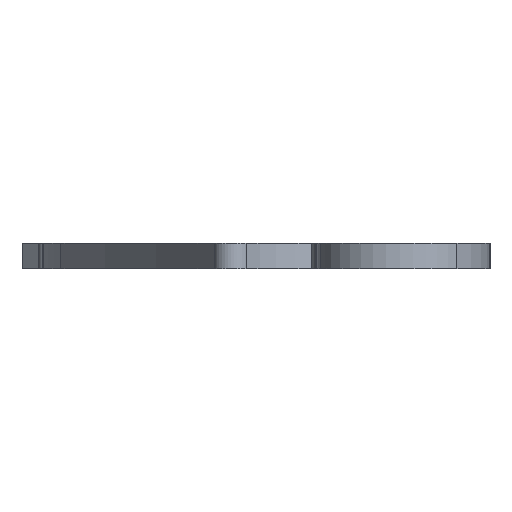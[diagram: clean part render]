
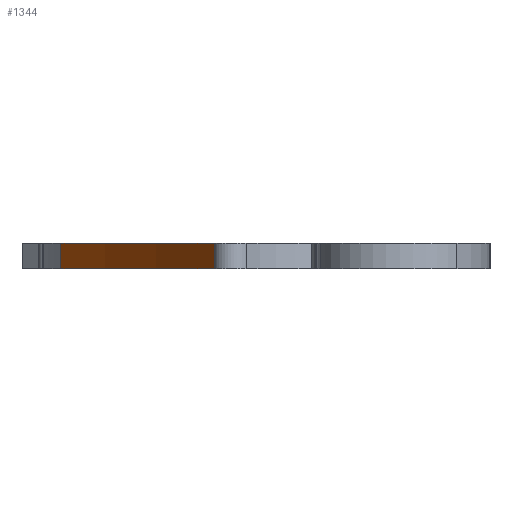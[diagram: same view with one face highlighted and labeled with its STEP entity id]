
A CAD part, left-side view. The second image highlights one B-rep face of the part: STEP entity #1344.
In plain terms, the highlighted cylindrical face has radius 191 mm (diameter 382 mm), a partial arc.
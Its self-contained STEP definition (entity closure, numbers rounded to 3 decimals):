
#226=CARTESIAN_POINT('',(1.24,5.013,-0.5));
#227=VERTEX_POINT('',#226);
#235=CARTESIAN_POINT('',(21.882,10.934,-0.5));
#236=VERTEX_POINT('',#235);
#237=CARTESIAN_POINT('',(64.14,-175.333,-0.5));
#238=DIRECTION('',(0.0,0.0,1.));
#239=DIRECTION('',(0.221,-0.975,0.0));
#240=AXIS2_PLACEMENT_3D('',#237,#238,#239);
#241=CIRCLE('',#240,191.);
#242=EDGE_CURVE('',#236,#227,#241,.T.);
#790=CARTESIAN_POINT('',(21.882,10.934,0.5));
#791=VERTEX_POINT('',#790);
#799=CARTESIAN_POINT('',(1.24,5.013,0.5));
#800=VERTEX_POINT('',#799);
#801=CARTESIAN_POINT('',(64.14,-175.333,0.5));
#802=DIRECTION('',(0.0,0.0,-1.));
#803=DIRECTION('',(0.221,-0.975,0.0));
#804=AXIS2_PLACEMENT_3D('',#801,#802,#803);
#805=CIRCLE('',#804,191.);
#806=EDGE_CURVE('',#800,#791,#805,.T.);
#1317=CARTESIAN_POINT('',(1.24,5.013,0.5));
#1318=DIRECTION('',(0.0,0.0,-1.0));
#1319=VECTOR('',#1318,1.0);
#1320=LINE('',#1317,#1319);
#1321=EDGE_CURVE('',#800,#227,#1320,.T.);
#1328=CARTESIAN_POINT('',(64.14,-175.333,0.0));
#1329=DIRECTION('',(0.0,0.0,1.0));
#1330=DIRECTION('',(0.221,-0.975,0.0));
#1331=AXIS2_PLACEMENT_3D('',#1328,#1329,#1330);
#1332=CYLINDRICAL_SURFACE('',#1331,191.);
#1333=ORIENTED_EDGE('',*,*,#806,.T.);
#1334=CARTESIAN_POINT('',(21.882,10.934,0.5));
#1335=DIRECTION('',(0.0,0.0,-1.0));
#1336=VECTOR('',#1335,1.0);
#1337=LINE('',#1334,#1336);
#1338=EDGE_CURVE('',#791,#236,#1337,.T.);
#1339=ORIENTED_EDGE('',*,*,#1338,.T.);
#1340=ORIENTED_EDGE('',*,*,#242,.T.);
#1341=ORIENTED_EDGE('',*,*,#1321,.F.);
#1342=EDGE_LOOP('',(#1333,#1339,#1340,#1341));
#1343=FACE_OUTER_BOUND('',#1342,.T.);
#1344=ADVANCED_FACE('',(#1343),#1332,.T.);
